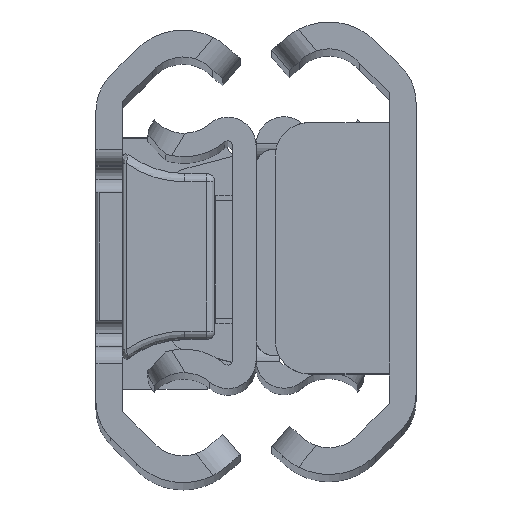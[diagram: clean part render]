
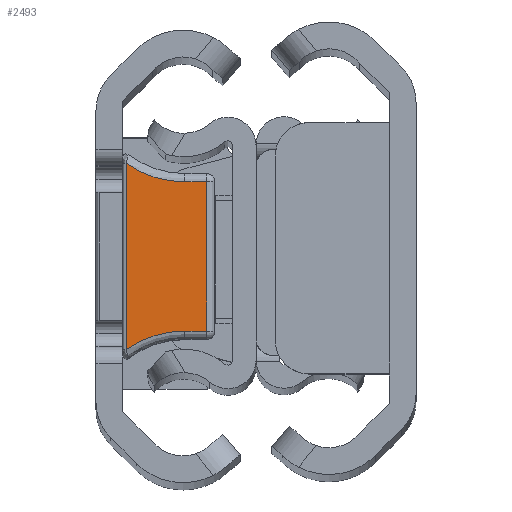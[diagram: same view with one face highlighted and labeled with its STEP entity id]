
A CAD part, top view. The second image highlights one B-rep face of the part: STEP entity #2493.
In plain terms, the highlighted planar face has unit normal (0, 0, 1).
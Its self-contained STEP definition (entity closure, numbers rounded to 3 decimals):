
#18 = FACE_OUTER_BOUND ( 'NONE', #4707, .T. ) ;
#54 = CARTESIAN_POINT ( 'NONE',  ( 10.539, 3.7, 0. ) ) ;
#198 = CARTESIAN_POINT ( 'NONE',  ( 10.539, 0.2, 0. ) ) ;
#250 = CARTESIAN_POINT ( 'NONE',  ( 4.45, 5., 0. ) ) ;
#382 = CIRCLE ( 'NONE', #5817, 6.089 ) ;
#459 = DIRECTION ( 'NONE',  ( 1., 0., 0. ) ) ;
#493 = CARTESIAN_POINT ( 'NONE',  ( -4.45, 5., 0. ) ) ;
#590 = VERTEX_POINT ( 'NONE', #493 ) ;
#706 = CARTESIAN_POINT ( 'NONE',  ( 10.539, 3.7, 0. ) ) ;
#791 = ORIENTED_EDGE ( 'NONE', *, *, #2880, .T. ) ;
#1014 = CARTESIAN_POINT ( 'NONE',  ( -5.556, 0.2, 0. ) ) ;
#1067 = VERTEX_POINT ( 'NONE', #1014 ) ;
#1218 = VERTEX_POINT ( 'NONE', #6171 ) ;
#1248 = CARTESIAN_POINT ( 'NONE',  ( -4.45, 3.7, 0. ) ) ;
#1261 = CARTESIAN_POINT ( 'NONE',  ( 10.539, 5., 0. ) ) ;
#1441 = VERTEX_POINT ( 'NONE', #4801 ) ;
#1629 = ORIENTED_EDGE ( 'NONE', *, *, #6443, .T. ) ;
#1818 = EDGE_CURVE ( 'NONE', #2225, #1067, #5978, .T. ) ;
#1891 = ORIENTED_EDGE ( 'NONE', *, *, #7148, .T. ) ;
#2017 = CARTESIAN_POINT ( 'NONE',  ( -4.45, 3.7, 0. ) ) ;
#2225 = VERTEX_POINT ( 'NONE', #1248 ) ;
#2493 = ADVANCED_FACE ( 'NONE', ( #18 ), #2740, .T. ) ;
#2510 = VECTOR ( 'NONE', #4853, 1000. ) ;
#2740 = PLANE ( 'NONE',  #3296 ) ;
#2880 = EDGE_CURVE ( 'NONE', #1441, #1218, #382, .T. ) ;
#2947 = DIRECTION ( 'NONE',  ( 0., 0., -1. ) ) ;
#3058 = EDGE_CURVE ( 'NONE', #590, #2225, #4254, .T. ) ;
#3296 = AXIS2_PLACEMENT_3D ( 'NONE', #54, #6765, #459 ) ;
#3418 = DIRECTION ( 'NONE',  ( -1., 0., 0. ) ) ;
#3457 = ORIENTED_EDGE ( 'NONE', *, *, #3058, .T. ) ;
#3663 = CARTESIAN_POINT ( 'NONE',  ( 4.45, 3.7, 0. ) ) ;
#3800 = VECTOR ( 'NONE', #5884, 1000. ) ;
#4254 = LINE ( 'NONE', #2017, #2510 ) ;
#4401 = ORIENTED_EDGE ( 'NONE', *, *, #5100, .T. ) ;
#4460 = ORIENTED_EDGE ( 'NONE', *, *, #1818, .T. ) ;
#4707 = EDGE_LOOP ( 'NONE', ( #4460, #4401, #791, #1629, #1891, #3457 ) ) ;
#4801 = CARTESIAN_POINT ( 'NONE',  ( 5.556, 0.2, 0. ) ) ;
#4853 = DIRECTION ( 'NONE',  ( 0., -1., 0. ) ) ;
#4921 = CARTESIAN_POINT ( 'NONE',  ( -10.539, 3.7, 0. ) ) ;
#5100 = EDGE_CURVE ( 'NONE', #1067, #1441, #7027, .T. ) ;
#5341 = DIRECTION ( 'NONE',  ( 0., 1., 0. ) ) ;
#5455 = DIRECTION ( 'NONE',  ( 1., 0., 0. ) ) ;
#5510 = AXIS2_PLACEMENT_3D ( 'NONE', #4921, #7087, #5455 ) ;
#5817 = AXIS2_PLACEMENT_3D ( 'NONE', #706, #2947, #6981 ) ;
#5884 = DIRECTION ( 'NONE',  ( 1., 0., 0. ) ) ;
#5894 = LINE ( 'NONE', #3663, #6444 ) ;
#5978 = CIRCLE ( 'NONE', #5510, 6.089 ) ;
#6171 = CARTESIAN_POINT ( 'NONE',  ( 4.45, 3.7, 0. ) ) ;
#6308 = LINE ( 'NONE', #1261, #6793 ) ;
#6428 = VERTEX_POINT ( 'NONE', #250 ) ;
#6443 = EDGE_CURVE ( 'NONE', #1218, #6428, #5894, .T. ) ;
#6444 = VECTOR ( 'NONE', #5341, 1000. ) ;
#6765 = DIRECTION ( 'NONE',  ( 0., 0., 1. ) ) ;
#6793 = VECTOR ( 'NONE', #3418, 1000. ) ;
#6981 = DIRECTION ( 'NONE',  ( 1., 0., 0. ) ) ;
#7027 = LINE ( 'NONE', #198, #3800 ) ;
#7087 = DIRECTION ( 'NONE',  ( 0., 0., -1. ) ) ;
#7148 = EDGE_CURVE ( 'NONE', #6428, #590, #6308, .T. ) ;
